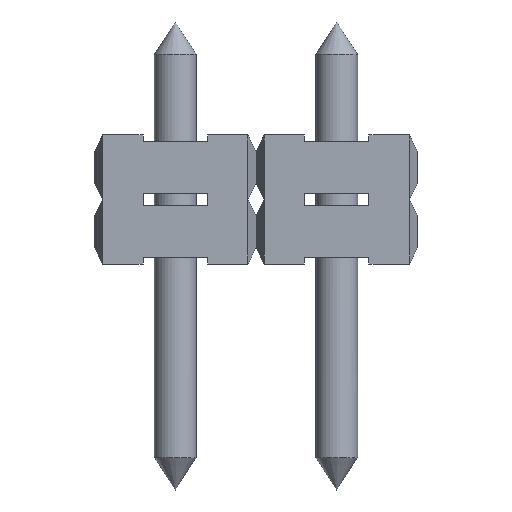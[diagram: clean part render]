
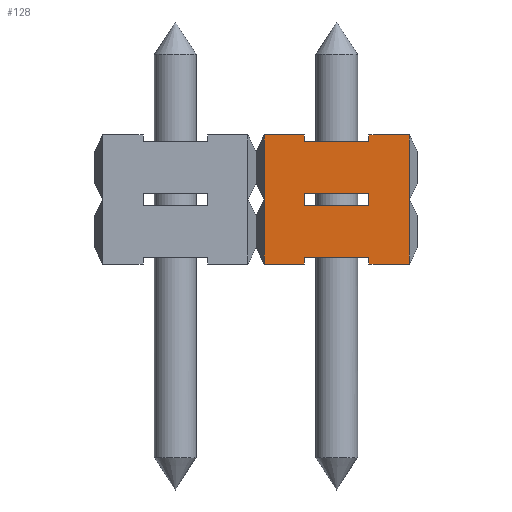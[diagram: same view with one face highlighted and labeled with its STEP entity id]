
A CAD part, front view. The second image highlights one B-rep face of the part: STEP entity #128.
In plain terms, the highlighted planar face has unit normal (0, -1, 0).
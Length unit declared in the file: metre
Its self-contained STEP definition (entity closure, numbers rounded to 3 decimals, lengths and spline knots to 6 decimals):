
#128=ADVANCED_FACE('',(#323,#324),#325,.T.);
#323=FACE_BOUND('',#586,.T.);
#324=FACE_OUTER_BOUND('',#587,.T.);
#325=PLANE('',#588);
#586=EDGE_LOOP('',(#884,#885,#886,#887));
#587=EDGE_LOOP('',(#888,#889,#890,#891,#892,#893,#894,#895,#896,#897,#898,#899,#900,#901));
#588=AXIS2_PLACEMENT_3D('',#902,#903,#904);
#884=ORIENTED_EDGE('',*,*,#1510,.T.);
#885=ORIENTED_EDGE('',*,*,#1511,.T.);
#886=ORIENTED_EDGE('',*,*,#1512,.T.);
#887=ORIENTED_EDGE('',*,*,#1513,.T.);
#888=ORIENTED_EDGE('',*,*,#1497,.F.);
#889=ORIENTED_EDGE('',*,*,#1514,.T.);
#890=ORIENTED_EDGE('',*,*,#1515,.T.);
#891=ORIENTED_EDGE('',*,*,#1516,.T.);
#892=ORIENTED_EDGE('',*,*,#1517,.T.);
#893=ORIENTED_EDGE('',*,*,#1518,.T.);
#894=ORIENTED_EDGE('',*,*,#1507,.F.);
#895=ORIENTED_EDGE('',*,*,#1519,.F.);
#896=ORIENTED_EDGE('',*,*,#1520,.T.);
#897=ORIENTED_EDGE('',*,*,#1521,.T.);
#898=ORIENTED_EDGE('',*,*,#1522,.T.);
#899=ORIENTED_EDGE('',*,*,#1523,.T.);
#900=ORIENTED_EDGE('',*,*,#1524,.T.);
#901=ORIENTED_EDGE('',*,*,#1525,.F.);
#902=CARTESIAN_POINT('',(0.005,-0.03466,-0.038506));
#903=DIRECTION('',(0.0,-1.0,0.));
#904=DIRECTION('',(1.0,0.0,0.0));
#1497=EDGE_CURVE('',#1774,#1776,#1777,.T.);
#1507=EDGE_CURVE('',#1792,#1794,#1795,.T.);
#1510=EDGE_CURVE('',#1798,#1799,#1800,.T.);
#1511=EDGE_CURVE('',#1799,#1801,#1802,.T.);
#1512=EDGE_CURVE('',#1801,#1803,#1804,.T.);
#1513=EDGE_CURVE('',#1803,#1798,#1805,.T.);
#1514=EDGE_CURVE('',#1774,#1806,#1807,.T.);
#1515=EDGE_CURVE('',#1806,#1808,#1809,.T.);
#1516=EDGE_CURVE('',#1808,#1810,#1811,.T.);
#1517=EDGE_CURVE('',#1810,#1812,#1813,.T.);
#1518=EDGE_CURVE('',#1812,#1794,#1814,.T.);
#1519=EDGE_CURVE('',#1815,#1792,#1816,.T.);
#1520=EDGE_CURVE('',#1815,#1817,#1818,.T.);
#1521=EDGE_CURVE('',#1817,#1819,#1820,.T.);
#1522=EDGE_CURVE('',#1819,#1821,#1822,.T.);
#1523=EDGE_CURVE('',#1821,#1823,#1824,.T.);
#1524=EDGE_CURVE('',#1823,#1825,#1826,.T.);
#1525=EDGE_CURVE('',#1776,#1825,#1827,.T.);
#1774=VERTEX_POINT('',#2145);
#1776=VERTEX_POINT('',#2148);
#1777=LINE('',#2149,#2150);
#1792=VERTEX_POINT('',#2171);
#1794=VERTEX_POINT('',#2174);
#1795=LINE('',#2175,#2176);
#1798=VERTEX_POINT('',#2180);
#1799=VERTEX_POINT('',#2181);
#1800=LINE('',#2182,#2183);
#1801=VERTEX_POINT('',#2184);
#1802=LINE('',#2185,#2186);
#1803=VERTEX_POINT('',#2187);
#1804=LINE('',#2188,#2189);
#1805=LINE('',#2190,#2191);
#1806=VERTEX_POINT('',#2192);
#1807=LINE('',#2193,#2194);
#1808=VERTEX_POINT('',#2195);
#1809=LINE('',#2196,#2197);
#1810=VERTEX_POINT('',#2198);
#1811=LINE('',#2199,#2200);
#1812=VERTEX_POINT('',#2201);
#1813=LINE('',#2202,#2203);
#1814=LINE('',#2204,#2205);
#1815=VERTEX_POINT('',#2206);
#1816=LINE('',#2207,#2208);
#1817=VERTEX_POINT('',#2209);
#1818=LINE('',#2210,#2211);
#1819=VERTEX_POINT('',#2212);
#1820=LINE('',#2213,#2214);
#1821=VERTEX_POINT('',#2215);
#1822=LINE('',#2216,#2217);
#1823=VERTEX_POINT('',#2218);
#1824=LINE('',#2219,#2220);
#1825=VERTEX_POINT('',#2221);
#1826=LINE('',#2222,#2223);
#1827=LINE('',#2224,#2225);
#2145=CARTESIAN_POINT('',(0.0029,-0.03466,0.));
#2148=CARTESIAN_POINT('',(0.0029,-0.03466,-0.002));
#2149=CARTESIAN_POINT('',(0.0029,-0.03466,-0.038506));
#2150=VECTOR('',#2654,1.0);
#2171=CARTESIAN_POINT('',(-0.0016,-0.03466,-0.002));
#2174=CARTESIAN_POINT('',(-0.0016,-0.03466,0.));
#2175=CARTESIAN_POINT('',(-0.0016,-0.03466,-0.038506));
#2176=VECTOR('',#2662,1.0);
#2180=CARTESIAN_POINT('',(0.00165,-0.03466,-0.0022));
#2181=CARTESIAN_POINT('',(-0.00035,-0.03466,-0.0022));
#2182=CARTESIAN_POINT('',(-0.00035,-0.03466,-0.0022));
#2183=VECTOR('',#2664,1.0);
#2184=CARTESIAN_POINT('',(-0.00035,-0.03466,-0.0018));
#2185=CARTESIAN_POINT('',(-0.00035,-0.03466,-0.0018));
#2186=VECTOR('',#2665,1.0);
#2187=CARTESIAN_POINT('',(0.00165,-0.03466,-0.0018));
#2188=CARTESIAN_POINT('',(0.00165,-0.03466,-0.0018));
#2189=VECTOR('',#2666,1.0);
#2190=CARTESIAN_POINT('',(0.00165,-0.03466,-0.002));
#2191=VECTOR('',#2667,1.0);
#2192=CARTESIAN_POINT('',(0.00165,-0.03466,0.));
#2193=CARTESIAN_POINT('',(0.00165,-0.03466,0.));
#2194=VECTOR('',#2668,1.0);
#2195=CARTESIAN_POINT('',(0.00165,-0.03466,-0.0002));
#2196=CARTESIAN_POINT('',(0.00165,-0.03466,-0.0002));
#2197=VECTOR('',#2669,1.0);
#2198=CARTESIAN_POINT('',(-0.00035,-0.03466,-0.0002));
#2199=CARTESIAN_POINT('',(-0.00035,-0.03466,-0.0002));
#2200=VECTOR('',#2670,1.0);
#2201=CARTESIAN_POINT('',(-0.00035,-0.03466,0.));
#2202=CARTESIAN_POINT('',(-0.00035,-0.03466,0.));
#2203=VECTOR('',#2671,1.0);
#2204=CARTESIAN_POINT('',(-0.0016,-0.03466,0.));
#2205=VECTOR('',#2672,1.0);
#2206=CARTESIAN_POINT('',(-0.0016,-0.03466,-0.004));
#2207=CARTESIAN_POINT('',(-0.0016,-0.03466,-0.040506));
#2208=VECTOR('',#2673,1.0);
#2209=CARTESIAN_POINT('',(-0.00035,-0.03466,-0.004));
#2210=CARTESIAN_POINT('',(-0.00035,-0.03466,-0.004));
#2211=VECTOR('',#2674,1.0);
#2212=CARTESIAN_POINT('',(-0.00035,-0.03466,-0.0038));
#2213=CARTESIAN_POINT('',(-0.00035,-0.03466,-0.0038));
#2214=VECTOR('',#2675,1.0);
#2215=CARTESIAN_POINT('',(0.00165,-0.03466,-0.0038));
#2216=CARTESIAN_POINT('',(0.00165,-0.03466,-0.0038));
#2217=VECTOR('',#2676,1.0);
#2218=CARTESIAN_POINT('',(0.00165,-0.03466,-0.004));
#2219=CARTESIAN_POINT('',(0.00165,-0.03466,-0.004));
#2220=VECTOR('',#2677,1.0);
#2221=CARTESIAN_POINT('',(0.0029,-0.03466,-0.004));
#2222=CARTESIAN_POINT('',(0.0029,-0.03466,-0.004));
#2223=VECTOR('',#2678,1.0);
#2224=CARTESIAN_POINT('',(0.0029,-0.03466,-0.040506));
#2225=VECTOR('',#2679,1.0);
#2654=DIRECTION('',(0.,0.,-1.0));
#2662=DIRECTION('',(0.,0.,1.0));
#2664=DIRECTION('',(-1.0,-0.0,0.0));
#2665=DIRECTION('',(0.0,0.,1.0));
#2666=DIRECTION('',(1.0,0.0,0.0));
#2667=DIRECTION('',(0.0,0.,-1.0));
#2668=DIRECTION('',(-1.0,-0.0,0.0));
#2669=DIRECTION('',(0.0,0.,-1.0));
#2670=DIRECTION('',(-1.0,-0.0,0.0));
#2671=DIRECTION('',(0.0,0.,1.0));
#2672=DIRECTION('',(-1.0,-0.0,0.0));
#2673=DIRECTION('',(0.,0.,1.0));
#2674=DIRECTION('',(1.0,0.0,0.0));
#2675=DIRECTION('',(0.0,0.,1.0));
#2676=DIRECTION('',(1.0,0.0,0.0));
#2677=DIRECTION('',(0.0,0.,-1.0));
#2678=DIRECTION('',(1.0,0.0,0.0));
#2679=DIRECTION('',(0.,0.,-1.0));
